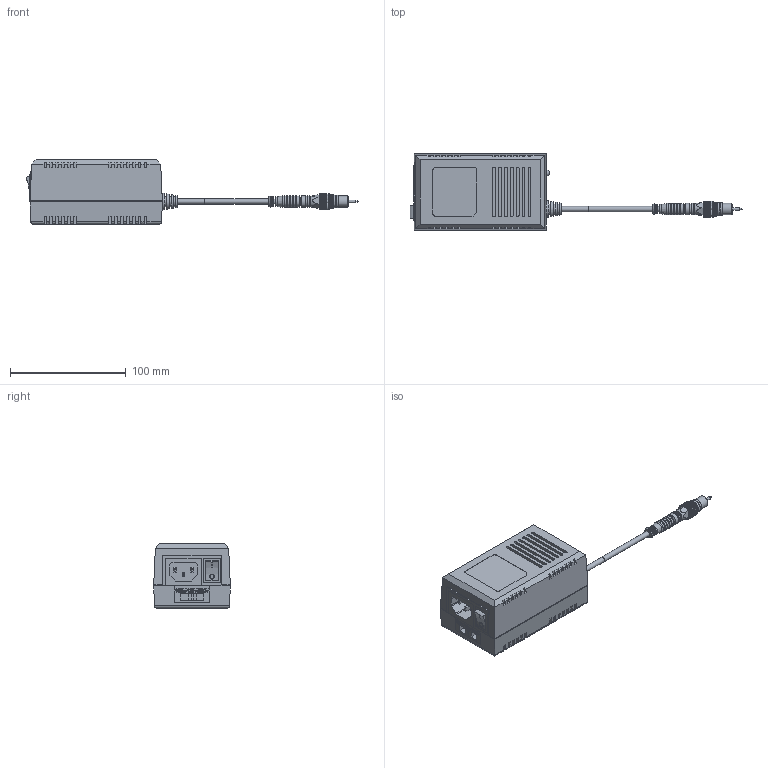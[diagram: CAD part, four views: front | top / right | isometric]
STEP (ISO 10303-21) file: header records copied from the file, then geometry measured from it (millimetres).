
FILE_DESCRIPTION (( 'STEP AP214' ), '1' );
FILE_NAME ('TTN154011-E0W.STEP', '2018-03-15T16:08:09', ( 'admin' ), ( '' ), 'SwSTEP 2.0', 'SolidWorks 2016', '' );
FILE_SCHEMA (( 'AUTOMOTIVE_DESIGN' ));
Length unit declared in the file: inch
Products named in the file (1): TTN154011-E0W
Bounding box: 286.32 x 66 x 55.63 mm (x, y, z)
Volume: 402672 mm3; surface area: 46735.4 mm2
Topology: 9 solids, 9 shells, 1089 faces, 2715 edges, 1743 vertices
Faces by surface type: plane 750, cylinder 204, bspline 94, cone 37, torus 4
Full cylindrical faces by diameter (mm): 0.98 x3, 1 x6, 1.057 x1, 1.1 x3, 1.27 x1, 1.397 x3, 1.6 x3, 1.65 x3, 1.702 x1, 2.21 x2, 2.54 x2, 3.175 x1, 3.556 x1, 4.5 x2, 4.575 x2, 5.08 x1, 5.3 x2, 5.4 x1, 5.6 x2, 5.7 x1, 5.8 x1, 6 x2, 6.2 x2, 6.3 x2, 6.5 x1, 6.8 x2, 6.9 x1, 7.874 x1, 8 x4, 8.25 x1
Entity records: 54644 total; most frequent: CARTESIAN_POINT 15532, ORIENTED_EDGE 5058, DIRECTION 4883, EDGE_CURVE 2529, VECTOR 1735, LINE 1735, VERTEX_POINT 1685, AXIS2_PLACEMENT_3D 1574
